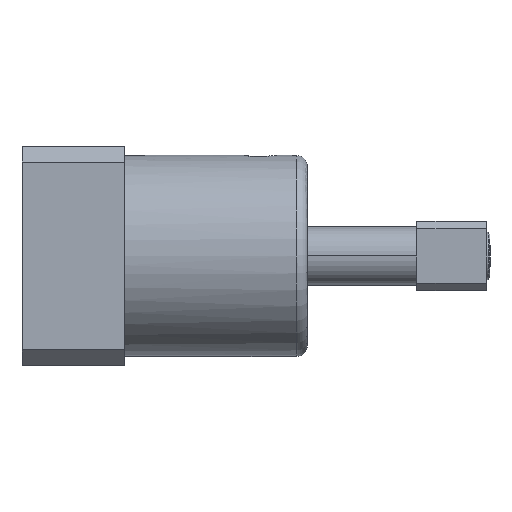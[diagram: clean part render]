
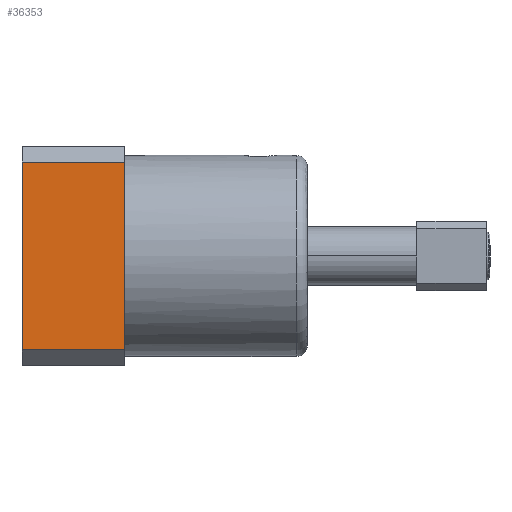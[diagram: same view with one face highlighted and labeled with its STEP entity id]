
A CAD part, front view. The second image highlights one B-rep face of the part: STEP entity #36353.
In plain terms, the highlighted planar face has unit normal (0, -1, 0).
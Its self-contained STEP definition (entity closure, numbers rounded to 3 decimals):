
#4518 = CARTESIAN_POINT ( 'NONE',  ( 0., -30., 25.695 ) ) ;
#4811 = CARTESIAN_POINT ( 'NONE',  ( 28., -30., 25.695 ) ) ;
#5301 = EDGE_CURVE ( 'NONE', #25231, #24972, #41571, .T. ) ;
#7756 = PLANE ( 'NONE',  #19688 ) ;
#8199 = CARTESIAN_POINT ( 'NONE',  ( 0., -30., -25.695 ) ) ;
#9901 = EDGE_LOOP ( 'NONE', ( #35374, #38936, #33331, #47533 ) ) ;
#10120 = LINE ( 'NONE', #4518, #22407 ) ;
#12337 = EDGE_CURVE ( 'NONE', #39703, #36859, #36851, .T. ) ;
#13950 = DIRECTION ( 'NONE',  ( 0., 0., -1. ) ) ;
#14928 = EDGE_CURVE ( 'NONE', #39703, #25231, #10120, .T. ) ;
#15735 = CARTESIAN_POINT ( 'NONE',  ( 0., -30., 25.695 ) ) ;
#17576 = FACE_OUTER_BOUND ( 'NONE', #9901, .T. ) ;
#19688 = AXIS2_PLACEMENT_3D ( 'NONE', #38175, #41876, #19848 ) ;
#19848 = DIRECTION ( 'NONE',  ( 0., 0., -1. ) ) ;
#20873 = CARTESIAN_POINT ( 'NONE',  ( 28., -30., 0. ) ) ;
#22407 = VECTOR ( 'NONE', #30277, 1000. ) ;
#23852 = CARTESIAN_POINT ( 'NONE',  ( 28., -30., -25.695 ) ) ;
#24955 = EDGE_CURVE ( 'NONE', #36859, #24972, #30433, .T. ) ;
#24972 = VERTEX_POINT ( 'NONE', #34784 ) ;
#25231 = VERTEX_POINT ( 'NONE', #44162 ) ;
#28279 = VECTOR ( 'NONE', #13950, 1000. ) ;
#30277 = DIRECTION ( 'NONE',  ( -1., 0., 0. ) ) ;
#30433 = LINE ( 'NONE', #8199, #39047 ) ;
#33331 = ORIENTED_EDGE ( 'NONE', *, *, #14928, .T. ) ;
#34784 = CARTESIAN_POINT ( 'NONE',  ( 0., -30., -25.695 ) ) ;
#35374 = ORIENTED_EDGE ( 'NONE', *, *, #24955, .F. ) ;
#36353 = ADVANCED_FACE ( 'NONE', ( #17576 ), #7756, .T. ) ;
#36851 = LINE ( 'NONE', #20873, #28279 ) ;
#36859 = VERTEX_POINT ( 'NONE', #23852 ) ;
#38175 = CARTESIAN_POINT ( 'NONE',  ( 0., -30., 25.695 ) ) ;
#38936 = ORIENTED_EDGE ( 'NONE', *, *, #12337, .F. ) ;
#39047 = VECTOR ( 'NONE', #41816, 1000. ) ;
#39703 = VERTEX_POINT ( 'NONE', #4811 ) ;
#41439 = DIRECTION ( 'NONE',  ( 0., 0., -1. ) ) ;
#41571 = LINE ( 'NONE', #15735, #43854 ) ;
#41816 = DIRECTION ( 'NONE',  ( -1., 0., 0. ) ) ;
#41876 = DIRECTION ( 'NONE',  ( 0., -1., 0. ) ) ;
#43854 = VECTOR ( 'NONE', #41439, 1000. ) ;
#44162 = CARTESIAN_POINT ( 'NONE',  ( 0., -30., 25.695 ) ) ;
#47533 = ORIENTED_EDGE ( 'NONE', *, *, #5301, .T. ) ;
